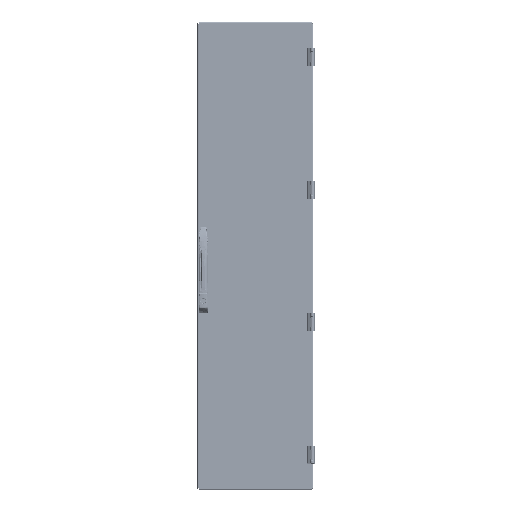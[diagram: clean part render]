
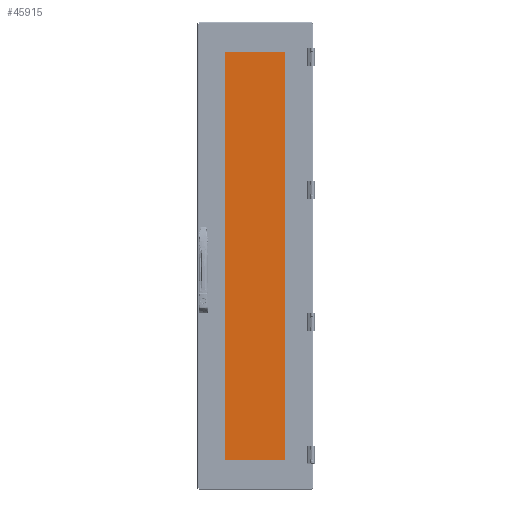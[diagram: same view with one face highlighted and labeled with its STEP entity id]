
A CAD part, top view. The second image highlights one B-rep face of the part: STEP entity #45915.
In plain terms, the highlighted planar face has unit normal (0, 0, 1).
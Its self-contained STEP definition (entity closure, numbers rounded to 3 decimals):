
#3233 = VECTOR ( 'NONE', #79897, 1000. ) ;
#9523 = VECTOR ( 'NONE', #80673, 1000. ) ;
#16336 = ORIENTED_EDGE ( 'NONE', *, *, #64529, .T. ) ;
#17934 = AXIS2_PLACEMENT_3D ( 'NONE', #28093, #55645, #49295 ) ;
#23158 = VERTEX_POINT ( 'NONE', #83383 ) ;
#24896 = EDGE_CURVE ( 'NONE', #23158, #56116, #79013, .T. ) ;
#26996 = DIRECTION ( 'NONE',  ( -1., 0., 0. ) ) ;
#28093 = CARTESIAN_POINT ( 'NONE',  ( 0., 0., 4. ) ) ;
#29173 = LINE ( 'NONE', #56714, #58803 ) ;
#29462 = ORIENTED_EDGE ( 'NONE', *, *, #63416, .T. ) ;
#34030 = ORIENTED_EDGE ( 'NONE', *, *, #24896, .T. ) ;
#39632 = LINE ( 'NONE', #89232, #9523 ) ;
#39760 = CARTESIAN_POINT ( 'NONE',  ( -123.25, 711.05, 4. ) ) ;
#44054 = DIRECTION ( 'NONE',  ( 1., 0., 0. ) ) ;
#45915 = ADVANCED_FACE ( 'NONE', ( #70047 ), #83586, .F. ) ;
#47016 = CARTESIAN_POINT ( 'NONE',  ( -123.25, -711.05, 4. ) ) ;
#48178 = CARTESIAN_POINT ( 'NONE',  ( -123.25, 711.05, 4. ) ) ;
#49295 = DIRECTION ( 'NONE',  ( -1., 0., 0. ) ) ;
#53405 = EDGE_CURVE ( 'NONE', #69352, #23158, #29173, .T. ) ;
#55645 = DIRECTION ( 'NONE',  ( 0., 0., -1. ) ) ;
#55891 = EDGE_LOOP ( 'NONE', ( #34030, #16336, #29462, #76753 ) ) ;
#56116 = VERTEX_POINT ( 'NONE', #70314 ) ;
#56714 = CARTESIAN_POINT ( 'NONE',  ( -123.25, -711.05, 4. ) ) ;
#58803 = VECTOR ( 'NONE', #44054, 1000. ) ;
#63416 = EDGE_CURVE ( 'NONE', #64075, #69352, #39632, .T. ) ;
#64075 = VERTEX_POINT ( 'NONE', #39760 ) ;
#64529 = EDGE_CURVE ( 'NONE', #56116, #64075, #81586, .T. ) ;
#69352 = VERTEX_POINT ( 'NONE', #47016 ) ;
#70047 = FACE_OUTER_BOUND ( 'NONE', #55891, .T. ) ;
#70314 = CARTESIAN_POINT ( 'NONE',  ( 123.25, 711.05, 4. ) ) ;
#76753 = ORIENTED_EDGE ( 'NONE', *, *, #53405, .T. ) ;
#77171 = VECTOR ( 'NONE', #26996, 1000. ) ;
#79013 = LINE ( 'NONE', #86694, #3233 ) ;
#79897 = DIRECTION ( 'NONE',  ( 0., 1., 0. ) ) ;
#80673 = DIRECTION ( 'NONE',  ( 0., -1., 0. ) ) ;
#81586 = LINE ( 'NONE', #48178, #77171 ) ;
#83383 = CARTESIAN_POINT ( 'NONE',  ( 123.25, -711.05, 4. ) ) ;
#83586 = PLANE ( 'NONE',  #17934 ) ;
#86694 = CARTESIAN_POINT ( 'NONE',  ( 123.25, -711.05, 4. ) ) ;
#89232 = CARTESIAN_POINT ( 'NONE',  ( -123.25, -711.05, 4. ) ) ;
